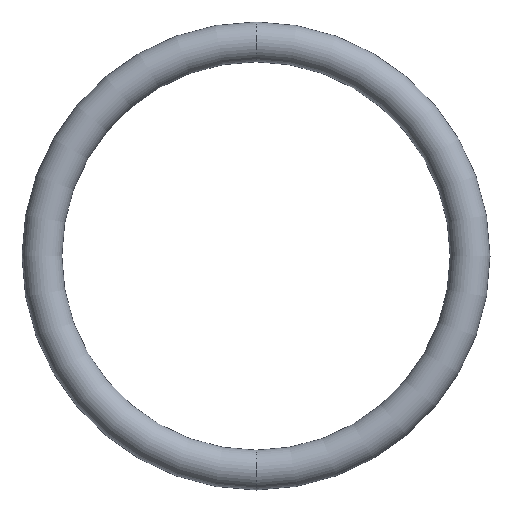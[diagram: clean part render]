
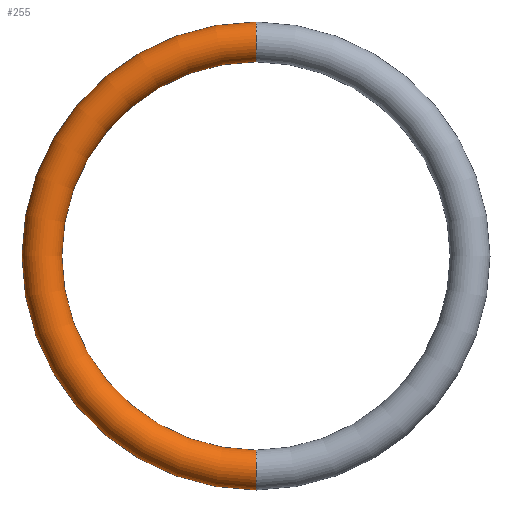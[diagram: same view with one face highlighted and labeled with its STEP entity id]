
A CAD part, front view. The second image highlights one B-rep face of the part: STEP entity #255.
In plain terms, the highlighted toroidal (fillet/blend) face has major radius 21.5 mm and minor radius 2 mm.
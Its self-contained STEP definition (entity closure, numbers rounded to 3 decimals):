
#2 = CIRCLE ( 'NONE', #166, 2. ) ;
#14 = CARTESIAN_POINT ( 'NONE',  ( 0., 0., -19.5 ) ) ;
#21 = ORIENTED_EDGE ( 'NONE', *, *, #231, .T. ) ;
#24 = EDGE_CURVE ( 'NONE', #28, #220, #126, .T. ) ;
#25 = CARTESIAN_POINT ( 'NONE',  ( 0., 0., 0. ) ) ;
#28 = VERTEX_POINT ( 'NONE', #183 ) ;
#35 = DIRECTION ( 'NONE',  ( 0., 0., -1. ) ) ;
#40 = ORIENTED_EDGE ( 'NONE', *, *, #41, .F. ) ;
#41 = EDGE_CURVE ( 'NONE', #112, #202, #2, .T. ) ;
#77 = DIRECTION ( 'NONE',  ( 1., 0., 0. ) ) ;
#80 = CARTESIAN_POINT ( 'NONE',  ( 0., 0., 0. ) ) ;
#81 = DIRECTION ( 'NONE',  ( 0., 0., -1. ) ) ;
#82 = DIRECTION ( 'NONE',  ( 0., 0., -1. ) ) ;
#89 = AXIS2_PLACEMENT_3D ( 'NONE', #80, #127, #81 ) ;
#94 = EDGE_LOOP ( 'NONE', ( #40, #21, #160, #261 ) ) ;
#103 = DIRECTION ( 'NONE',  ( 0., -1., 0. ) ) ;
#106 = EDGE_CURVE ( 'NONE', #202, #220, #178, .T. ) ;
#112 = VERTEX_POINT ( 'NONE', #181 ) ;
#126 = CIRCLE ( 'NONE', #155, 2. ) ;
#127 = DIRECTION ( 'NONE',  ( 0., -1., 0. ) ) ;
#133 = AXIS2_PLACEMENT_3D ( 'NONE', #25, #103, #82 ) ;
#136 = FACE_OUTER_BOUND ( 'NONE', #94, .T. ) ;
#137 = AXIS2_PLACEMENT_3D ( 'NONE', #266, #249, #35 ) ;
#155 = AXIS2_PLACEMENT_3D ( 'NONE', #228, #267, #229 ) ;
#158 = DIRECTION ( 'NONE',  ( 0., 0., -1. ) ) ;
#160 = ORIENTED_EDGE ( 'NONE', *, *, #24, .T. ) ;
#166 = AXIS2_PLACEMENT_3D ( 'NONE', #227, #77, #158 ) ;
#173 = CIRCLE ( 'NONE', #133, 23.5 ) ;
#178 = CIRCLE ( 'NONE', #137, 19.5 ) ;
#181 = CARTESIAN_POINT ( 'NONE',  ( 0., 0., 23.5 ) ) ;
#183 = CARTESIAN_POINT ( 'NONE',  ( 0., 0., -23.5 ) ) ;
#202 = VERTEX_POINT ( 'NONE', #207 ) ;
#207 = CARTESIAN_POINT ( 'NONE',  ( 0., 0., 19.5 ) ) ;
#220 = VERTEX_POINT ( 'NONE', #14 ) ;
#227 = CARTESIAN_POINT ( 'NONE',  ( 0., 0., 21.5 ) ) ;
#228 = CARTESIAN_POINT ( 'NONE',  ( 0., 0., -21.5 ) ) ;
#229 = DIRECTION ( 'NONE',  ( 0., 0., 1. ) ) ;
#231 = EDGE_CURVE ( 'NONE', #112, #28, #173, .T. ) ;
#249 = DIRECTION ( 'NONE',  ( 0., -1., 0. ) ) ;
#255 = ADVANCED_FACE ( 'NONE', ( #136 ), #262, .T. ) ;
#261 = ORIENTED_EDGE ( 'NONE', *, *, #106, .F. ) ;
#262 = TOROIDAL_SURFACE ( 'NONE', #89, 21.5, 2. ) ;
#266 = CARTESIAN_POINT ( 'NONE',  ( 0., 0., 0. ) ) ;
#267 = DIRECTION ( 'NONE',  ( -1., 0., 0. ) ) ;
